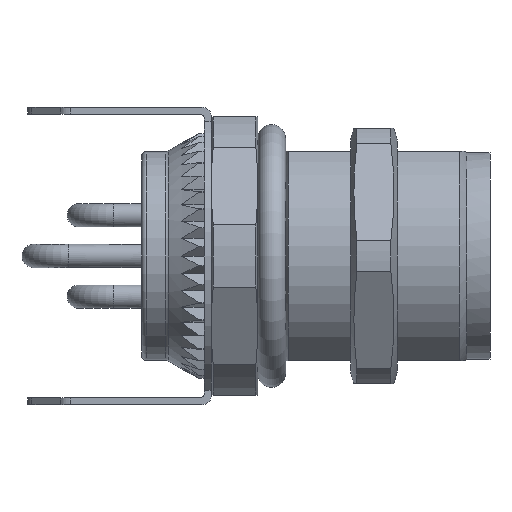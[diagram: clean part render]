
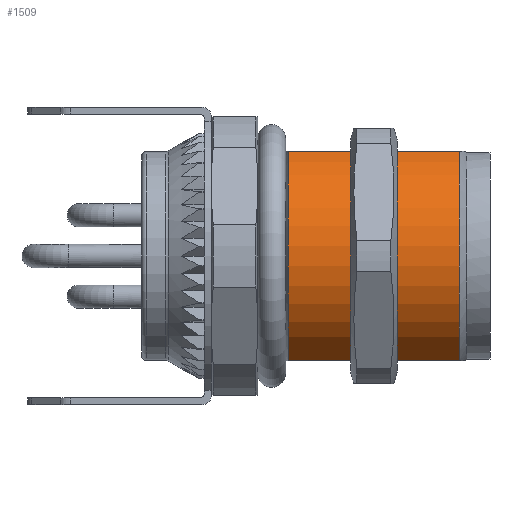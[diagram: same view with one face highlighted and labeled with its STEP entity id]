
A CAD part, front view. The second image highlights one B-rep face of the part: STEP entity #1509.
In plain terms, the highlighted cylindrical face has radius 5 mm (diameter 10 mm), a partial arc.
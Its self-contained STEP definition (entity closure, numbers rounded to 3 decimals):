
#327=CYLINDRICAL_SURFACE('',#5782,5.);
#439=FACE_OUTER_BOUND('',#2111,.T.);
#710=LINE('',#8096,#1106);
#711=LINE('',#8101,#1107);
#1106=VECTOR('',#6438,1.);
#1107=VECTOR('',#6441,1.);
#1509=ADVANCED_FACE('',(#439),#327,.T.);
#2111=EDGE_LOOP('',(#2547,#2548,#2549,#2550));
#2547=ORIENTED_EDGE('',*,*,#4704,.F.);
#2548=ORIENTED_EDGE('',*,*,#4705,.T.);
#2549=ORIENTED_EDGE('',*,*,#4706,.F.);
#2550=ORIENTED_EDGE('',*,*,#4707,.T.);
#4133=VERTEX_POINT('',#8097);
#4134=VERTEX_POINT('',#8098);
#4135=VERTEX_POINT('',#8100);
#4136=VERTEX_POINT('',#8102);
#4704=EDGE_CURVE('',#4133,#4134,#710,.T.);
#4705=EDGE_CURVE('',#4133,#4135,#5498,.T.);
#4706=EDGE_CURVE('',#4136,#4135,#711,.T.);
#4707=EDGE_CURVE('',#4136,#4134,#5499,.T.);
#5498=CIRCLE('',#5780,5.);
#5499=CIRCLE('',#5781,5.);
#5780=AXIS2_PLACEMENT_3D('',#8099,#6439,#6440);
#5781=AXIS2_PLACEMENT_3D('',#8103,#6442,#6443);
#5782=AXIS2_PLACEMENT_3D('',#8104,#6444,#6445);
#6438=DIRECTION('',(-1.,0.,0.));
#6439=DIRECTION('',(-1.,0.,0.));
#6440=DIRECTION('',(0.,0.,-1.));
#6441=DIRECTION('',(1.,0.,0.));
#6442=DIRECTION('',(1.,0.,0.));
#6443=DIRECTION('',(0.,0.,-1.));
#6444=DIRECTION('',(1.,0.,0.));
#6445=DIRECTION('',(0.,0.,-1.));
#8096=CARTESIAN_POINT('',(10.,-2.179,-4.5));
#8097=CARTESIAN_POINT('',(13.682,-2.179,-4.5));
#8098=CARTESIAN_POINT('',(6.318,-2.179,-4.5));
#8099=CARTESIAN_POINT('',(13.682,0.,0.));
#8100=CARTESIAN_POINT('',(13.682,-2.179,4.5));
#8101=CARTESIAN_POINT('',(10.,-2.179,4.5));
#8102=CARTESIAN_POINT('',(6.318,-2.179,4.5));
#8103=CARTESIAN_POINT('',(6.318,0.,0.));
#8104=CARTESIAN_POINT('',(10.,0.,0.));
